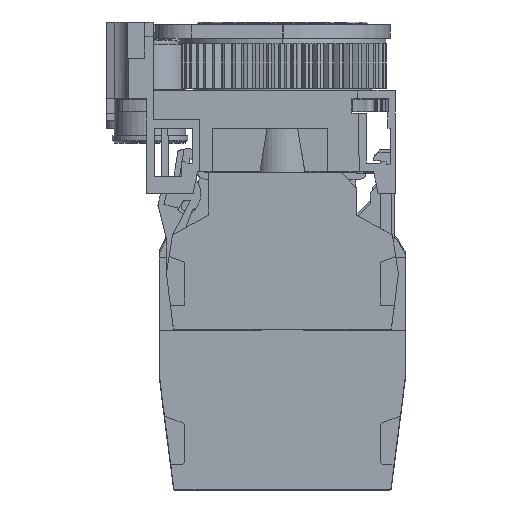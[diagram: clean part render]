
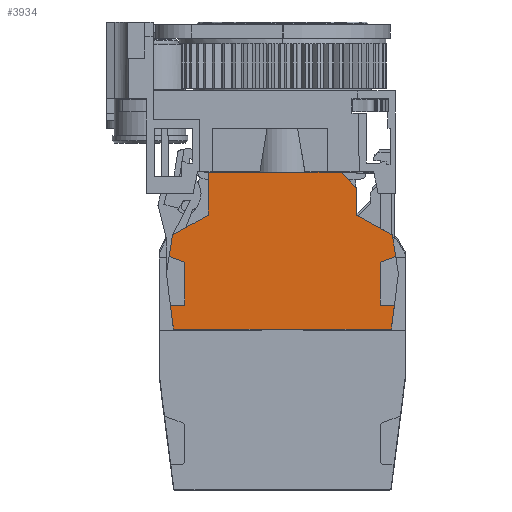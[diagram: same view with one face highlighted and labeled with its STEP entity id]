
A CAD part, left-side view. The second image highlights one B-rep face of the part: STEP entity #3934.
In plain terms, the highlighted planar face has unit normal (-1, 0, 0).
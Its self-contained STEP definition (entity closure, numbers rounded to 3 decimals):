
#3934=ADVANCED_FACE('',(#10222),#10223,.F.);
#10222=FACE_OUTER_BOUND('',#18942,.T.);
#10223=PLANE('',#18943);
#18942=EDGE_LOOP('',(#30878,#30879,#30880,#30881,#30882,#30883,#30884,#30885,#30886,#30887,#30888,#30889,#30890,#30891,#30892,#30893,#30894,#30895,#30896,#30897,#30898));
#18943=AXIS2_PLACEMENT_3D('',#30899,#30900,#30901);
#30878=ORIENTED_EDGE('',*,*,#55957,.F.);
#30879=ORIENTED_EDGE('',*,*,#55977,.F.);
#30880=ORIENTED_EDGE('',*,*,#55951,.F.);
#30881=ORIENTED_EDGE('',*,*,#55975,.F.);
#30882=ORIENTED_EDGE('',*,*,#55978,.T.);
#30883=ORIENTED_EDGE('',*,*,#55979,.T.);
#30884=ORIENTED_EDGE('',*,*,#55980,.T.);
#30885=ORIENTED_EDGE('',*,*,#55981,.F.);
#30886=ORIENTED_EDGE('',*,*,#55982,.F.);
#30887=ORIENTED_EDGE('',*,*,#55983,.F.);
#30888=ORIENTED_EDGE('',*,*,#55984,.F.);
#30889=ORIENTED_EDGE('',*,*,#55985,.F.);
#30890=ORIENTED_EDGE('',*,*,#55986,.F.);
#30891=ORIENTED_EDGE('',*,*,#55987,.F.);
#30892=ORIENTED_EDGE('',*,*,#55988,.F.);
#30893=ORIENTED_EDGE('',*,*,#55989,.F.);
#30894=ORIENTED_EDGE('',*,*,#55990,.F.);
#30895=ORIENTED_EDGE('',*,*,#55991,.T.);
#30896=ORIENTED_EDGE('',*,*,#55992,.T.);
#30897=ORIENTED_EDGE('',*,*,#55993,.T.);
#30898=ORIENTED_EDGE('',*,*,#55960,.F.);
#30899=CARTESIAN_POINT('',(10.0,17.139,31.94));
#30900=DIRECTION('',(1.0,0.0,0.0));
#30901=DIRECTION('',(0.0,-1.0,0.0));
#55951=EDGE_CURVE('',#67990,#67993,#67994,.T.);
#55957=EDGE_CURVE('',#68000,#68002,#68003,.T.);
#55960=EDGE_CURVE('',#68002,#68006,#68007,.T.);
#55975=EDGE_CURVE('',#68032,#67990,#68034,.T.);
#55977=EDGE_CURVE('',#67993,#68000,#68036,.T.);
#55978=EDGE_CURVE('',#68032,#68037,#68038,.T.);
#55979=EDGE_CURVE('',#68037,#68039,#68040,.T.);
#55980=EDGE_CURVE('',#68039,#68041,#68042,.T.);
#55981=EDGE_CURVE('',#68043,#68041,#68044,.T.);
#55982=EDGE_CURVE('',#68045,#68043,#68046,.T.);
#55983=EDGE_CURVE('',#68047,#68045,#68048,.T.);
#55984=EDGE_CURVE('',#68049,#68047,#68050,.T.);
#55985=EDGE_CURVE('',#68051,#68049,#68052,.T.);
#55986=EDGE_CURVE('',#68053,#68051,#68054,.T.);
#55987=EDGE_CURVE('',#68055,#68053,#68056,.T.);
#55988=EDGE_CURVE('',#68057,#68055,#68058,.T.);
#55989=EDGE_CURVE('',#68059,#68057,#68060,.T.);
#55990=EDGE_CURVE('',#68061,#68059,#68062,.T.);
#55991=EDGE_CURVE('',#68061,#68063,#68064,.T.);
#55992=EDGE_CURVE('',#68063,#68065,#68066,.T.);
#55993=EDGE_CURVE('',#68065,#68006,#68067,.T.);
#67990=VERTEX_POINT('',#85689);
#67993=VERTEX_POINT('',#85692);
#67994=LINE('',#85693,#85694);
#68000=VERTEX_POINT('',#85700);
#68002=VERTEX_POINT('',#85702);
#68003=LINE('',#85703,#85704);
#68006=VERTEX_POINT('',#85707);
#68007=LINE('',#85708,#85709);
#68032=VERTEX_POINT('',#85746);
#68034=LINE('',#85749,#85750);
#68036=LINE('',#85752,#85753);
#68037=VERTEX_POINT('',#85754);
#68038=LINE('',#85755,#85756);
#68039=VERTEX_POINT('',#85757);
#68040=LINE('',#85758,#85759);
#68041=VERTEX_POINT('',#85760);
#68042=LINE('',#85761,#85762);
#68043=VERTEX_POINT('',#85763);
#68044=LINE('',#85764,#85765);
#68045=VERTEX_POINT('',#85766);
#68046=CIRCLE('',#85767,0.2);
#68047=VERTEX_POINT('',#85768);
#68048=LINE('',#85769,#85770);
#68049=VERTEX_POINT('',#85771);
#68050=LINE('',#85772,#85773);
#68051=VERTEX_POINT('',#85774);
#68052=CIRCLE('',#85775,0.2);
#68053=VERTEX_POINT('',#85776);
#68054=LINE('',#85777,#85778);
#68055=VERTEX_POINT('',#85779);
#68056=LINE('',#85780,#85781);
#68057=VERTEX_POINT('',#85782);
#68058=LINE('',#85783,#85784);
#68059=VERTEX_POINT('',#85785);
#68060=LINE('',#85786,#85787);
#68061=VERTEX_POINT('',#85788);
#68062=LINE('',#85789,#85790);
#68063=VERTEX_POINT('',#85791);
#68064=LINE('',#85792,#85793);
#68065=VERTEX_POINT('',#85794);
#68066=LINE('',#85795,#85796);
#68067=LINE('',#85797,#85798);
#85689=CARTESIAN_POINT('',(10.0,1.974,22.2));
#85692=CARTESIAN_POINT('',(10.0,14.2,22.2));
#85693=CARTESIAN_POINT('',(10.0,17.,22.2));
#85694=VECTOR('',#107239,1.0);
#85700=CARTESIAN_POINT('',(10.0,19.8,22.2));
#85702=CARTESIAN_POINT('',(10.0,32.026,22.2));
#85703=CARTESIAN_POINT('',(10.0,17.,22.2));
#85704=VECTOR('',#107252,1.0);
#85707=CARTESIAN_POINT('',(10.0,32.448,25.5));
#85708=CARTESIAN_POINT('',(10.0,32.022,22.175));
#85709=VECTOR('',#107256,1.0);
#85746=CARTESIAN_POINT('',(10.0,1.552,25.5));
#85749=CARTESIAN_POINT('',(10.0,1.,29.814));
#85750=VECTOR('',#107270,1.0);
#85752=CARTESIAN_POINT('',(10.0,14.2,22.2));
#85753=VECTOR('',#107271,1.0);
#85754=CARTESIAN_POINT('',(10.0,3.5,25.5));
#85755=CARTESIAN_POINT('',(10.0,9.194,25.5));
#85756=VECTOR('',#107272,1.0);
#85757=CARTESIAN_POINT('',(10.0,3.5,31.426));
#85758=CARTESIAN_POINT('',(10.0,3.5,30.202));
#85759=VECTOR('',#107273,1.0);
#85760=CARTESIAN_POINT('',(10.0,1.374,32.2));
#85761=CARTESIAN_POINT('',(10.0,8.314,29.674));
#85762=VECTOR('',#107274,1.0);
#85763=CARTESIAN_POINT('',(10.0,1.824,35.074));
#85764=CARTESIAN_POINT('',(10.0,1.824,35.074));
#85765=VECTOR('',#107275,1.0);
#85766=CARTESIAN_POINT('',(10.0,1.924,35.218));
#85767=AXIS2_PLACEMENT_3D('',#107276,#107277,#107278);
#85768=CARTESIAN_POINT('',(10.0,6.8,37.921));
#85769=CARTESIAN_POINT('',(10.0,6.8,37.921));
#85770=VECTOR('',#107279,1.0);
#85771=CARTESIAN_POINT('',(10.0,6.8,41.617));
#85772=CARTESIAN_POINT('',(10.0,6.8,41.617));
#85773=VECTOR('',#107280,1.0);
#85774=CARTESIAN_POINT('',(10.0,6.859,41.759));
#85775=AXIS2_PLACEMENT_3D('',#107281,#107282,#107283);
#85776=CARTESIAN_POINT('',(10.0,8.9,43.8));
#85777=CARTESIAN_POINT('',(10.0,8.9,43.8));
#85778=VECTOR('',#107284,1.0);
#85779=CARTESIAN_POINT('',(10.0,27.2,43.8));
#85780=CARTESIAN_POINT('',(10.0,14.25,43.8));
#85781=VECTOR('',#107285,1.0);
#85782=CARTESIAN_POINT('',(10.0,27.2,37.921));
#85783=CARTESIAN_POINT('',(10.0,27.2,37.921));
#85784=VECTOR('',#107286,1.0);
#85785=CARTESIAN_POINT('',(10.0,32.161,35.171));
#85786=CARTESIAN_POINT('',(10.0,32.161,35.171));
#85787=VECTOR('',#107287,1.0);
#85788=CARTESIAN_POINT('',(10.0,32.626,32.2));
#85789=CARTESIAN_POINT('',(10.0,33.,29.814));
#85790=VECTOR('',#107288,1.0);
#85791=CARTESIAN_POINT('',(10.0,30.5,31.426));
#85792=CARTESIAN_POINT('',(10.0,25.809,29.719));
#85793=VECTOR('',#107289,1.0);
#85794=CARTESIAN_POINT('',(10.0,30.5,25.5));
#85795=CARTESIAN_POINT('',(10.0,30.5,30.202));
#85796=VECTOR('',#107290,1.0);
#85797=CARTESIAN_POINT('',(10.0,24.944,25.5));
#85798=VECTOR('',#107291,1.0);
#107239=DIRECTION('',(0.0,1.0,0.0));
#107252=DIRECTION('',(0.0,1.0,0.0));
#107256=DIRECTION('',(0.0,0.127,0.992));
#107270=DIRECTION('',(0.0,0.127,-0.992));
#107271=DIRECTION('',(0.0,1.0,0.0));
#107272=DIRECTION('',(-0.0,1.0,0.0));
#107273=DIRECTION('',(0.0,0.0,1.0));
#107274=DIRECTION('',(0.0,-0.94,0.342));
#107275=DIRECTION('',(0.0,-0.155,-0.988));
#107276=CARTESIAN_POINT('',(10.0,2.021,35.043));
#107277=DIRECTION('',(1.0,0.0,0.0));
#107278=DIRECTION('',(0.0,-0.485,0.875));
#107279=DIRECTION('',(0.0,-0.875,-0.485));
#107280=DIRECTION('',(0.0,0.0,-1.0));
#107281=CARTESIAN_POINT('',(10.0,7.,41.617));
#107282=DIRECTION('',(1.0,0.0,0.0));
#107283=DIRECTION('',(0.0,-0.707,0.707));
#107284=DIRECTION('',(0.0,-0.707,-0.707));
#107285=DIRECTION('',(0.0,-1.0,0.0));
#107286=DIRECTION('',(0.0,0.0,1.0));
#107287=DIRECTION('',(0.0,-0.875,0.485));
#107288=DIRECTION('',(0.0,-0.155,0.988));
#107289=DIRECTION('',(0.0,-0.94,-0.342));
#107290=DIRECTION('',(0.0,0.0,-1.0));
#107291=DIRECTION('',(-0.0,1.0,0.0));
